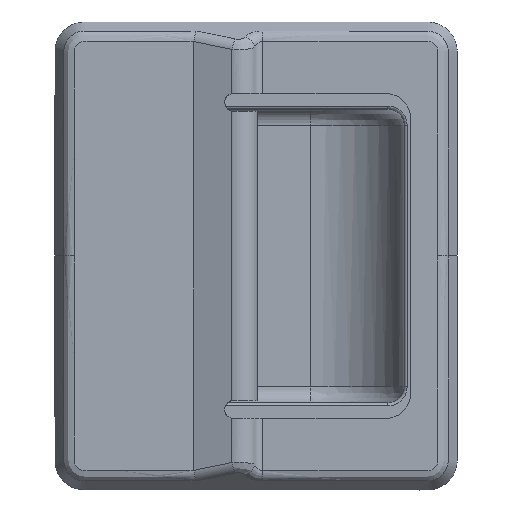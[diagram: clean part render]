
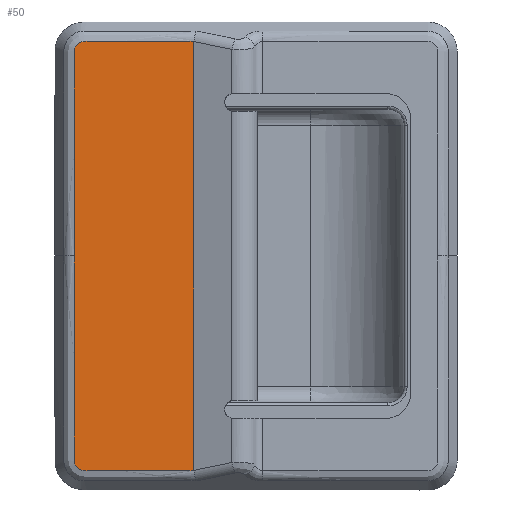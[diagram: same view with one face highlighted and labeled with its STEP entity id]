
A CAD part, top view. The second image highlights one B-rep face of the part: STEP entity #50.
In plain terms, the highlighted planar face has unit normal (0, 0, 1).
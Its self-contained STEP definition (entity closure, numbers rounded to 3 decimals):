
#50=ADVANCED_FACE('',(#409),#408,.T.);
#408=PLANE('',#3291);
#409=FACE_OUTER_BOUND('',#3292,.T.);
#3288=CARTESIAN_POINT('',(-110.026,-19.507,101.5));
#3289=DIRECTION('',(0.,0.,1.));
#3290=DIRECTION('',(1.,0.,0.));
#3291=AXIS2_PLACEMENT_3D('',#3288,#3289,#3290);
#3292=EDGE_LOOP('',(#6107,#6108,#6109,#6110,#6111));
#6107=ORIENTED_EDGE('',*,*,#7410,.T.);
#6108=ORIENTED_EDGE('',*,*,#7411,.F.);
#6109=ORIENTED_EDGE('',*,*,#7412,.T.);
#6110=ORIENTED_EDGE('',*,*,#7413,.T.);
#6111=ORIENTED_EDGE('',*,*,#7414,.F.);
#7410=EDGE_CURVE('',#8394,#8395,#8396,.T.);
#7411=EDGE_CURVE('',#8402,#8395,#8403,.T.);
#7412=EDGE_CURVE('',#8402,#8409,#8410,.T.);
#7413=EDGE_CURVE('',#8409,#8416,#8417,.T.);
#7414=EDGE_CURVE('',#8394,#8416,#8423,.T.);
#8394=VERTEX_POINT('',#12704);
#8395=VERTEX_POINT('',#12705);
#8396=(BOUNDED_CURVE() B_SPLINE_CURVE(3,(#12706,#12707,#12708,#12709,#12710,#12711,#12712,#12713,#12714,#12715,#12716,#12717,#12718,#12719),.UNSPECIFIED.,.F.,.F.) B_SPLINE_CURVE_WITH_KNOTS((4,2,2,2,2,2,4),(-0.006,36.7,38.021,39.453,40.884,42.205,110.707),.UNSPECIFIED.) CURVE() GEOMETRIC_REPRESENTATION_ITEM() RATIONAL_B_SPLINE_CURVE((1.,1.,1.,1.,1.,1.,1.,1.,1.,1.,1.,1.,1.,1.)) REPRESENTATION_ITEM('') );
#8402=VERTEX_POINT('',#12720);
#8403=(BOUNDED_CURVE() B_SPLINE_CURVE(3,(#12721,#12722,#12723,#12724,#12725,#12726,#12727,#12728,#12729,#12730,#12731,#12732,#12733,#12734),.UNSPECIFIED.,.F.,.F.) B_SPLINE_CURVE_WITH_KNOTS((4,2,2,2,2,2,4),(-0.006,36.7,38.021,39.453,40.884,42.205,110.707),.UNSPECIFIED.) CURVE() GEOMETRIC_REPRESENTATION_ITEM() RATIONAL_B_SPLINE_CURVE((1.,1.,1.,1.,1.,1.,1.,1.,1.,1.,1.,1.,1.,1.)) REPRESENTATION_ITEM('') );
#8409=VERTEX_POINT('',#12735);
#8410=CIRCLE('',#12739,1.341);
#8416=VERTEX_POINT('',#12740);
#8417=LINE('',#12741,#12742);
#8423=CIRCLE('',#12747,1.341);
#12704=CARTESIAN_POINT('',(-65.794,134.507,101.5));
#12705=CARTESIAN_POINT('',(-106.005,62.5,101.5));
#12706=CARTESIAN_POINT('',(-65.794,134.507,101.5));
#12707=CARTESIAN_POINT('',(-78.029,134.507,101.5));
#12708=CARTESIAN_POINT('',(-90.265,134.507,101.5));
#12709=CARTESIAN_POINT('',(-102.94,134.507,101.5));
#12710=CARTESIAN_POINT('',(-103.381,134.423,101.5));
#12711=CARTESIAN_POINT('',(-104.234,134.085,101.5));
#12712=CARTESIAN_POINT('',(-104.641,133.818,101.5));
#12713=CARTESIAN_POINT('',(-105.316,133.143,101.5));
#12714=CARTESIAN_POINT('',(-105.583,132.736,101.5));
#12715=CARTESIAN_POINT('',(-105.921,131.883,101.5));
#12716=CARTESIAN_POINT('',(-106.005,131.442,101.5));
#12717=CARTESIAN_POINT('',(-106.005,108.168,101.5));
#12718=CARTESIAN_POINT('',(-106.005,85.334,101.5));
#12719=CARTESIAN_POINT('',(-106.005,62.5,101.5));
#12720=CARTESIAN_POINT('',(-65.794,-9.507,101.5));
#12721=CARTESIAN_POINT('',(-65.794,-9.507,101.5));
#12722=CARTESIAN_POINT('',(-78.029,-9.507,101.5));
#12723=CARTESIAN_POINT('',(-90.265,-9.507,101.5));
#12724=CARTESIAN_POINT('',(-102.94,-9.507,101.5));
#12725=CARTESIAN_POINT('',(-103.381,-9.423,101.5));
#12726=CARTESIAN_POINT('',(-104.234,-9.085,101.5));
#12727=CARTESIAN_POINT('',(-104.641,-8.818,101.5));
#12728=CARTESIAN_POINT('',(-105.316,-8.143,101.5));
#12729=CARTESIAN_POINT('',(-105.583,-7.736,101.5));
#12730=CARTESIAN_POINT('',(-105.921,-6.883,101.5));
#12731=CARTESIAN_POINT('',(-106.005,-6.442,101.5));
#12732=CARTESIAN_POINT('',(-106.005,16.832,101.5));
#12733=CARTESIAN_POINT('',(-106.005,39.666,101.5));
#12734=CARTESIAN_POINT('',(-106.005,62.5,101.5));
#12735=CARTESIAN_POINT('',(-65.8,-9.377,101.5));
#12736=CARTESIAN_POINT('',(-64.459,-9.377,101.5));
#12737=DIRECTION('',(0.,0.,-1.));
#12738=DIRECTION('',(0.995,0.097,0.));
#12739=AXIS2_PLACEMENT_3D('',#12736,#12737,#12738);
#12740=CARTESIAN_POINT('',(-65.8,134.377,101.5));
#12741=CARTESIAN_POINT('',(-65.8,-9.377,101.5));
#12742=VECTOR('',#12743,143.753);
#12743=DIRECTION('',(0.,1.,0.));
#12744=CARTESIAN_POINT('',(-64.459,134.377,101.5));
#12745=DIRECTION('',(0.,0.,1.));
#12746=DIRECTION('',(0.995,-0.097,0.));
#12747=AXIS2_PLACEMENT_3D('',#12744,#12745,#12746);
